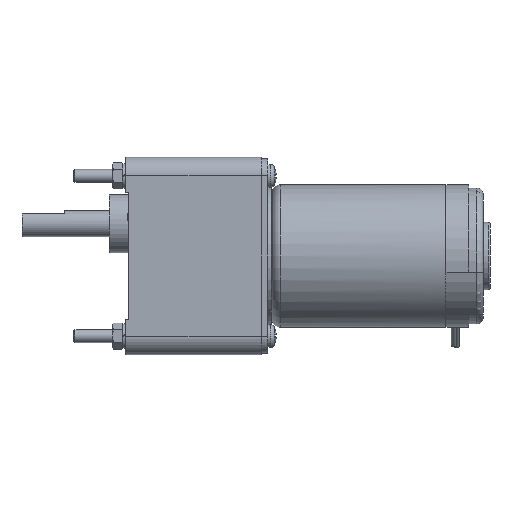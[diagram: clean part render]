
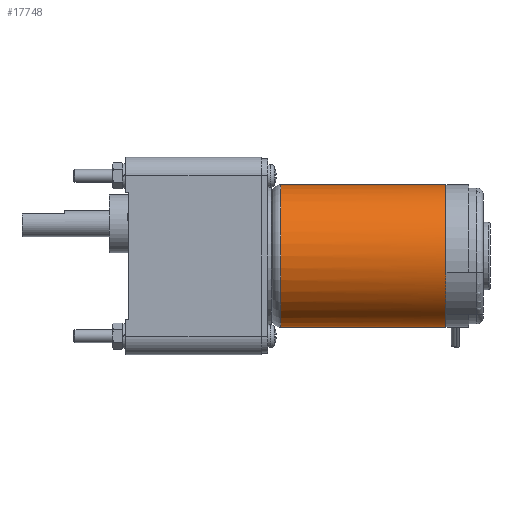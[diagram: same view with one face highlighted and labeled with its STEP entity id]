
A CAD part, front view. The second image highlights one B-rep face of the part: STEP entity #17748.
In plain terms, the highlighted cylindrical face has radius 22 mm (diameter 44 mm), a partial arc.
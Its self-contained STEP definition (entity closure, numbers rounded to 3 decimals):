
#17284=CARTESIAN_POINT('POINT944',(48.,0.,
   12.));
#17285=VERTEX_POINT('VERTEX944',#17284);
#17295=CARTESIAN_POINT('POINT945',(48.,0.,
   -32.));
#17296=VERTEX_POINT('VERTEX945',#17295);
#17304=CARTESIAN_POINT('POS1402',(48.,0.,-10.));
#17305=DIRECTION('DIR2188',(-1.,0.,0.));
#17306=DIRECTION('DIR2189',(0.,0.,1.));
#17307=AXIS2_PLACEMENT_3D('AXIS787',#17304,#17305,#17306);
#17308=CIRCLE('ELLIPSE395',#17307,22.);
#17309=EDGE_CURVE('EDGE1562',#17296,#17285,#17308,.T.);
#17717=CARTESIAN_POINT('POINT968',(99.,0.,
   12.));
#17718=VERTEX_POINT('VERTEX968',#17717);
#17719=CARTESIAN_POINT('POS1433',(73.5,0.,
   12.));
#17720=DIRECTION('DIR2234',(-1.,0.,0.));
#17721=VECTOR('VEC632',#17720,1.);
#17722=LINE('STRAIGHT632',#17719,#17721);
#17723=EDGE_CURVE('EDGE1598',#17718,#17285,#17722,.T.);
#17724=ORIENTED_EDGE('COEDGE3196',*,*,#17723,.T.);
#17725=ORIENTED_EDGE('COEDGE3197',*,*,#17309,.F.);
#17726=CARTESIAN_POINT('POINT969',(99.,0.,
   -32.));
#17727=VERTEX_POINT('VERTEX969',#17726);
#17728=CARTESIAN_POINT('POS1434',(73.5,0.,
   -32.));
#17729=DIRECTION('DIR2235',(1.,0.,0.));
#17730=VECTOR('VEC633',#17729,1.);
#17731=LINE('STRAIGHT633',#17728,#17730);
#17732=EDGE_CURVE('EDGE1599',#17296,#17727,#17731,.T.);
#17733=ORIENTED_EDGE('COEDGE3198',*,*,#17732,.T.);
#17734=CARTESIAN_POINT('POS1435',(99.,0.,-10.));
#17735=DIRECTION('DIR2236',(-1.,0.,0.));
#17736=DIRECTION('DIR2237',(0.,0.,1.));
#17737=AXIS2_PLACEMENT_3D('AXIS802',#17734,#17735,#17736);
#17738=CIRCLE('ELLIPSE403',#17737,22.);
#17739=EDGE_CURVE('EDGE1600',#17727,#17718,#17738,.T.);
#17740=ORIENTED_EDGE('COEDGE3199',*,*,#17739,.T.);
#17741=EDGE_LOOP('NONE',(#17724,#17725,#17733,#17740));
#17742=FACE_BOUND('LOOP1',#17741,.T.);
#17743=CARTESIAN_POINT('POS1436',(73.5,0.,-10.));
#17744=DIRECTION('DIR2238',(-1.,0.,0.));
#17745=DIRECTION('DIR2239',(0.,0.,1.));
#17746=AXIS2_PLACEMENT_3D('AXIS803',#17743,#17744,#17745);
#17747=CYLINDRICAL_SURFACE('CONE_SURF185',#17746,22.);
#17748=ADVANCED_FACE('FACE713',(#17742),#17747,.T.);
